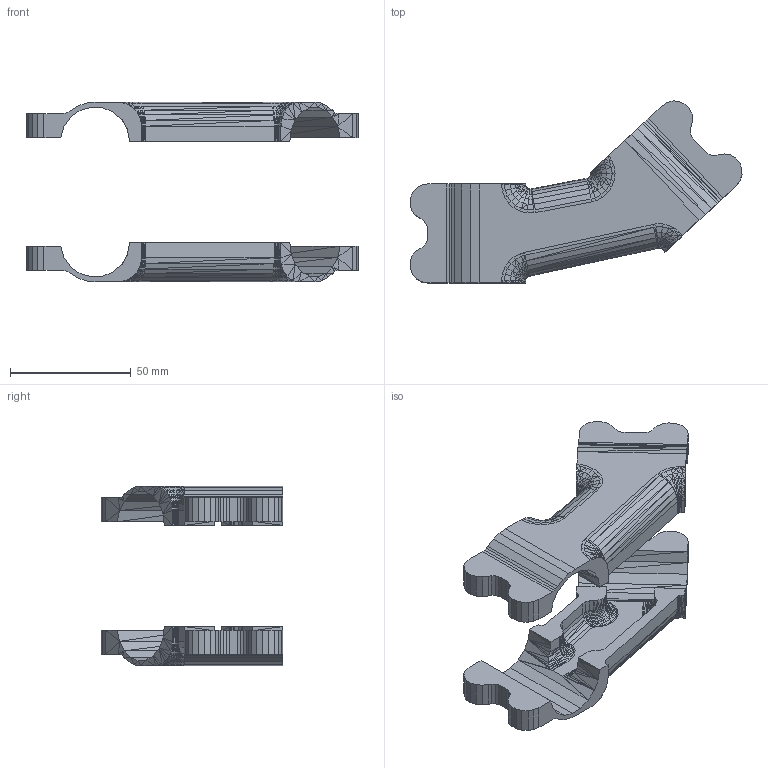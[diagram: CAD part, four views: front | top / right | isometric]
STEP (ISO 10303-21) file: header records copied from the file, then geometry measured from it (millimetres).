
FILE_DESCRIPTION(('FreeCAD Model'),'2;1');
FILE_NAME('./convs/owMx31IZLq.stp','2020-12-19T14:46:40',('FreeCAD'),( 'FreeCAD'),'Open CASCADE STEP processor 7.3','FreeCAD','Unknown');
FILE_SCHEMA(('AUTOMOTIVE_DESIGN { 1 0 10303 214 1 1 1 1 }'));
Products named in the file (1): Open CASCADE STEP translator 7.3 121
Bounding box: 137.69 x 75.46 x 74.58 mm (x, y, z)
Volume: 74540 mm3; surface area: 32098.8 mm2
Topology: 2 solids, 2 shells, 2499 faces, 4251 edges, 1756 vertices
Faces by surface type: plane 2499
Entity records: 105544 total; most frequent: CARTESIAN_POINT 20009, DIRECTION 14753, LINE 9753, VECTOR 9753, ORIENTED_EDGE 8502, PCURVE 8502, DEFINITIONAL_REPRESENTATION 8502, EDGE_CURVE 4251
